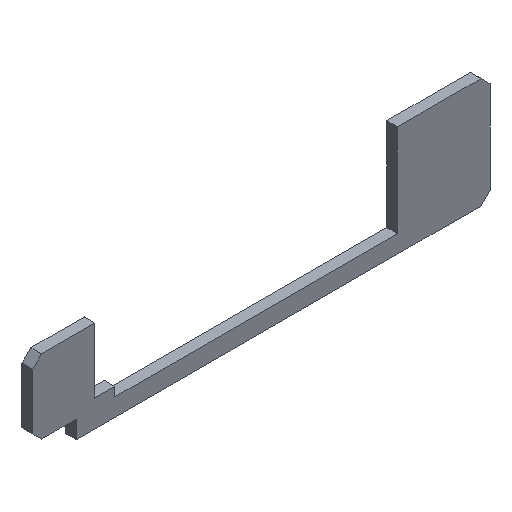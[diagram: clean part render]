
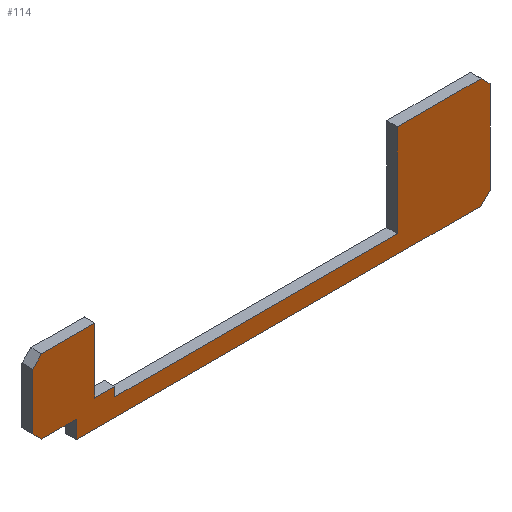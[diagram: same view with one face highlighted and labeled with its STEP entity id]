
A CAD part, isometric view. The second image highlights one B-rep face of the part: STEP entity #114.
In plain terms, the highlighted planar face has unit normal (0, -1, 0).
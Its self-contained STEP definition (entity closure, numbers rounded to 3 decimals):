
#8 = DIRECTION ( 'NONE',  ( 0., 0., -1. ) ) ;
#17 = EDGE_CURVE ( 'NONE', #352, #369, #207, .T. ) ;
#20 = ORIENTED_EDGE ( 'NONE', *, *, #332, .T. ) ;
#24 = EDGE_CURVE ( 'NONE', #517, #559, #537, .T. ) ;
#27 = LINE ( 'NONE', #243, #530 ) ;
#35 = ORIENTED_EDGE ( 'NONE', *, *, #254, .F. ) ;
#37 = EDGE_CURVE ( 'NONE', #421, #81, #399, .T. ) ;
#50 = ORIENTED_EDGE ( 'NONE', *, *, #442, .F. ) ;
#51 = VERTEX_POINT ( 'NONE', #79 ) ;
#53 = EDGE_CURVE ( 'NONE', #232, #307, #390, .T. ) ;
#57 = LINE ( 'NONE', #85, #449 ) ;
#58 = ORIENTED_EDGE ( 'NONE', *, *, #545, .F. ) ;
#68 = CARTESIAN_POINT ( 'NONE',  ( 51.4, 0., -1. ) ) ;
#76 = CARTESIAN_POINT ( 'NONE',  ( 0., 0., 0. ) ) ;
#79 = CARTESIAN_POINT ( 'NONE',  ( 1., 0., 8.3 ) ) ;
#81 = VERTEX_POINT ( 'NONE', #231 ) ;
#84 = LINE ( 'NONE', #156, #547 ) ;
#85 = CARTESIAN_POINT ( 'NONE',  ( 51.4, 0., 10.4 ) ) ;
#91 = CARTESIAN_POINT ( 'NONE',  ( 50.4, 0., 10.4 ) ) ;
#95 = ORIENTED_EDGE ( 'NONE', *, *, #463, .F. ) ;
#104 = ORIENTED_EDGE ( 'NONE', *, *, #24, .F. ) ;
#114 = ADVANCED_FACE ( 'NONE', ( #427 ), #420, .F. ) ;
#118 = DIRECTION ( 'NONE',  ( -0.707, 0., -0.707 ) ) ;
#126 = DIRECTION ( 'NONE',  ( -0.707, 0., 0.707 ) ) ;
#128 = DIRECTION ( 'NONE',  ( 0., 0., -1. ) ) ;
#141 = EDGE_CURVE ( 'NONE', #232, #616, #57, .T. ) ;
#142 = DIRECTION ( 'NONE',  ( 0., 0., -1. ) ) ;
#144 = VECTOR ( 'NONE', #118, 1000. ) ;
#147 = ORIENTED_EDGE ( 'NONE', *, *, #141, .F. ) ;
#149 = CARTESIAN_POINT ( 'NONE',  ( 7., 0., 1. ) ) ;
#150 = AXIS2_PLACEMENT_3D ( 'NONE', #76, #618, #172 ) ;
#151 = VECTOR ( 'NONE', #184, 1000. ) ;
#156 = CARTESIAN_POINT ( 'NONE',  ( 0., 0., 0. ) ) ;
#164 = EDGE_CURVE ( 'NONE', #190, #517, #239, .T. ) ;
#167 = VERTEX_POINT ( 'NONE', #574 ) ;
#172 = DIRECTION ( 'NONE',  ( 0., 0., 1. ) ) ;
#178 = CARTESIAN_POINT ( 'NONE',  ( 4.9, 0., -2. ) ) ;
#184 = DIRECTION ( 'NONE',  ( 0.707, 0., 0.707 ) ) ;
#188 = CARTESIAN_POINT ( 'NONE',  ( 9.25, 0., 0. ) ) ;
#189 = VECTOR ( 'NONE', #230, 1000. ) ;
#190 = VERTEX_POINT ( 'NONE', #624 ) ;
#192 = CARTESIAN_POINT ( 'NONE',  ( 51.4, 0., 9.4 ) ) ;
#193 = CARTESIAN_POINT ( 'NONE',  ( 7., 0., 1. ) ) ;
#195 = VECTOR ( 'NONE', #561, 1000. ) ;
#196 = CARTESIAN_POINT ( 'NONE',  ( 1., 0., 0. ) ) ;
#204 = CARTESIAN_POINT ( 'NONE',  ( 4.9, 0., 0. ) ) ;
#206 = VECTOR ( 'NONE', #142, 1000. ) ;
#207 = LINE ( 'NONE', #220, #189 ) ;
#213 = CARTESIAN_POINT ( 'NONE',  ( 1., 0., 8.3 ) ) ;
#220 = CARTESIAN_POINT ( 'NONE',  ( 0., 0., 8.3 ) ) ;
#224 = ORIENTED_EDGE ( 'NONE', *, *, #37, .F. ) ;
#230 = DIRECTION ( 'NONE',  ( 0., 0., 1. ) ) ;
#231 = CARTESIAN_POINT ( 'NONE',  ( 9.25, 0., 1. ) ) ;
#232 = VERTEX_POINT ( 'NONE', #192 ) ;
#238 = DIRECTION ( 'NONE',  ( 1., 0., 0. ) ) ;
#239 = LINE ( 'NONE', #178, #464 ) ;
#243 = CARTESIAN_POINT ( 'NONE',  ( 0., 0., 1. ) ) ;
#254 = EDGE_CURVE ( 'NONE', #602, #611, #480, .T. ) ;
#259 = VECTOR ( 'NONE', #437, 1000. ) ;
#284 = CARTESIAN_POINT ( 'NONE',  ( 0., 0., 7.3 ) ) ;
#287 = VECTOR ( 'NONE', #534, 1000. ) ;
#290 = ORIENTED_EDGE ( 'NONE', *, *, #620, .T. ) ;
#296 = LINE ( 'NONE', #213, #144 ) ;
#299 = ORIENTED_EDGE ( 'NONE', *, *, #164, .F. ) ;
#300 = CARTESIAN_POINT ( 'NONE',  ( 7., 0., 8.3 ) ) ;
#301 = CARTESIAN_POINT ( 'NONE',  ( 4.9, 0., -2. ) ) ;
#307 = VERTEX_POINT ( 'NONE', #91 ) ;
#313 = LINE ( 'NONE', #446, #259 ) ;
#320 = EDGE_CURVE ( 'NONE', #81, #602, #565, .T. ) ;
#321 = VECTOR ( 'NONE', #8, 1000. ) ;
#332 = EDGE_CURVE ( 'NONE', #190, #616, #591, .T. ) ;
#338 = CARTESIAN_POINT ( 'NONE',  ( 0., 0., 1. ) ) ;
#351 = LINE ( 'NONE', #379, #287 ) ;
#352 = VERTEX_POINT ( 'NONE', #338 ) ;
#355 = EDGE_CURVE ( 'NONE', #51, #377, #351, .T. ) ;
#356 = ORIENTED_EDGE ( 'NONE', *, *, #355, .F. ) ;
#360 = ORIENTED_EDGE ( 'NONE', *, *, #595, .F. ) ;
#367 = LINE ( 'NONE', #149, #321 ) ;
#368 = ORIENTED_EDGE ( 'NONE', *, *, #53, .T. ) ;
#369 = VERTEX_POINT ( 'NONE', #284 ) ;
#377 = VERTEX_POINT ( 'NONE', #300 ) ;
#378 = DIRECTION ( 'NONE',  ( 0., 0., 1. ) ) ;
#379 = CARTESIAN_POINT ( 'NONE',  ( 7., 0., 8.3 ) ) ;
#384 = ORIENTED_EDGE ( 'NONE', *, *, #320, .F. ) ;
#386 = EDGE_CURVE ( 'NONE', #352, #422, #27, .T. ) ;
#390 = LINE ( 'NONE', #470, #621 ) ;
#399 = LINE ( 'NONE', #571, #509 ) ;
#402 = CARTESIAN_POINT ( 'NONE',  ( 41., 0., 0. ) ) ;
#404 = VECTOR ( 'NONE', #378, 1000. ) ;
#406 = CARTESIAN_POINT ( 'NONE',  ( 9.25, 0., 0. ) ) ;
#420 = PLANE ( 'NONE',  #150 ) ;
#421 = VERTEX_POINT ( 'NONE', #193 ) ;
#422 = VERTEX_POINT ( 'NONE', #196 ) ;
#424 = CARTESIAN_POINT ( 'NONE',  ( 4.9, 0., -2. ) ) ;
#427 = FACE_OUTER_BOUND ( 'NONE', #435, .T. ) ;
#435 = EDGE_LOOP ( 'NONE', ( #436, #593, #360, #104, #299, #20, #147, #368, #58, #95, #35, #384, #224, #50, #356, #290 ) ) ;
#436 = ORIENTED_EDGE ( 'NONE', *, *, #17, .F. ) ;
#437 = DIRECTION ( 'NONE',  ( 0., 0., 1. ) ) ;
#442 = EDGE_CURVE ( 'NONE', #377, #421, #367, .T. ) ;
#446 = CARTESIAN_POINT ( 'NONE',  ( 41., 0., 0. ) ) ;
#449 = VECTOR ( 'NONE', #128, 1000. ) ;
#463 = EDGE_CURVE ( 'NONE', #611, #167, #313, .T. ) ;
#464 = VECTOR ( 'NONE', #475, 1000. ) ;
#470 = CARTESIAN_POINT ( 'NONE',  ( 51.4, 0., 9.4 ) ) ;
#475 = DIRECTION ( 'NONE',  ( -1., 0., 0. ) ) ;
#480 = LINE ( 'NONE', #532, #536 ) ;
#507 = DIRECTION ( 'NONE',  ( -1., 0., 0. ) ) ;
#508 = LINE ( 'NONE', #605, #195 ) ;
#509 = VECTOR ( 'NONE', #576, 1000. ) ;
#517 = VERTEX_POINT ( 'NONE', #301 ) ;
#530 = VECTOR ( 'NONE', #548, 1000. ) ;
#532 = CARTESIAN_POINT ( 'NONE',  ( 41., 0., 0. ) ) ;
#534 = DIRECTION ( 'NONE',  ( 1., 0., 0. ) ) ;
#536 = VECTOR ( 'NONE', #238, 1000. ) ;
#537 = LINE ( 'NONE', #424, #404 ) ;
#545 = EDGE_CURVE ( 'NONE', #167, #307, #508, .T. ) ;
#547 = VECTOR ( 'NONE', #507, 1000. ) ;
#548 = DIRECTION ( 'NONE',  ( 0.707, 0., -0.707 ) ) ;
#559 = VERTEX_POINT ( 'NONE', #204 ) ;
#561 = DIRECTION ( 'NONE',  ( 1., 0., 0. ) ) ;
#565 = LINE ( 'NONE', #188, #206 ) ;
#571 = CARTESIAN_POINT ( 'NONE',  ( 9.25, 0., 1. ) ) ;
#574 = CARTESIAN_POINT ( 'NONE',  ( 41., 0., 10.4 ) ) ;
#576 = DIRECTION ( 'NONE',  ( 1., 0., 0. ) ) ;
#591 = LINE ( 'NONE', #633, #151 ) ;
#593 = ORIENTED_EDGE ( 'NONE', *, *, #386, .T. ) ;
#595 = EDGE_CURVE ( 'NONE', #559, #422, #84, .T. ) ;
#602 = VERTEX_POINT ( 'NONE', #406 ) ;
#605 = CARTESIAN_POINT ( 'NONE',  ( 41., 0., 10.4 ) ) ;
#611 = VERTEX_POINT ( 'NONE', #402 ) ;
#616 = VERTEX_POINT ( 'NONE', #68 ) ;
#618 = DIRECTION ( 'NONE',  ( 0., 1., 0. ) ) ;
#620 = EDGE_CURVE ( 'NONE', #51, #369, #296, .T. ) ;
#621 = VECTOR ( 'NONE', #126, 1000. ) ;
#624 = CARTESIAN_POINT ( 'NONE',  ( 50.4, 0., -2. ) ) ;
#633 = CARTESIAN_POINT ( 'NONE',  ( 50.4, 0., -2. ) ) ;
